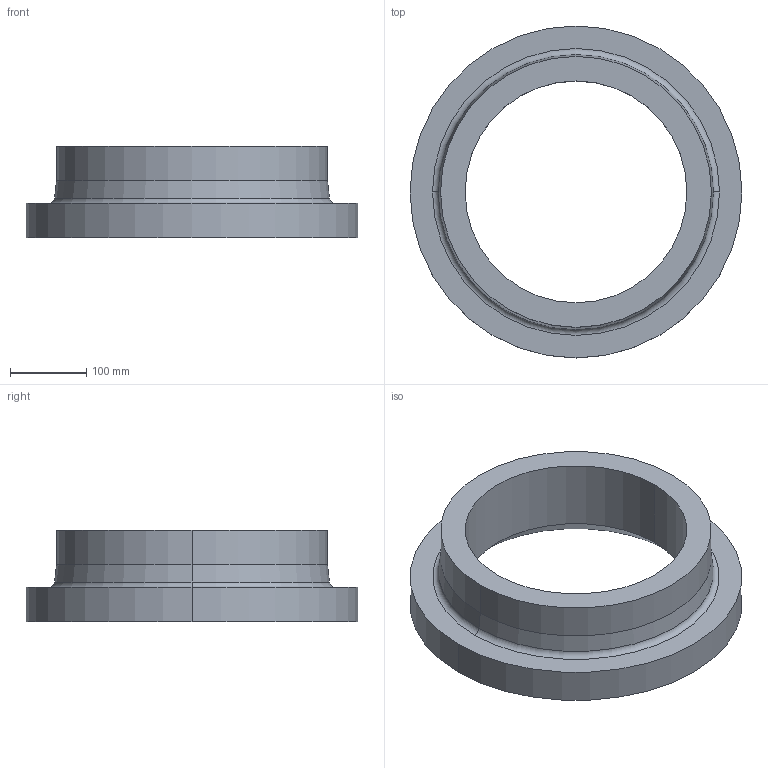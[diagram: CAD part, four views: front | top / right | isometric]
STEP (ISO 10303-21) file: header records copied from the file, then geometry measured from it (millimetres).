
FILE_DESCRIPTION (( 'STEP AP203' ), '1' );
FILE_NAME ('Flange Adaptor SDR11 Short_001 117 1100 0355.step', '2022-06-07T13:04:15', ( '' ), ( '' ), 'SwSTEP 2.0', 'SolidWorks 2021', '' );
FILE_SCHEMA (( 'CONFIG_CONTROL_DESIGN' ));
Length unit declared in the file: millimetre
Products named in the file (1): Flange Adaptor SDR11 Short_001 117 1100 0355
Bounding box: 435 x 435 x 120 mm (x, y, z)
Volume: 5861722.3 mm3; surface area: 399483.6 mm2
Topology: 1 solids, 1 shells, 15 faces, 30 edges, 18 vertices
Faces by surface type: cylinder 6, cone 4, plane 3, torus 2
Entity records: 477 total; most frequent: DIRECTION 82, CARTESIAN_POINT 64, ORIENTED_EDGE 60, AXIS2_PLACEMENT_3D 36, EDGE_CURVE 30, CIRCLE 20, EDGE_LOOP 18, VERTEX_POINT 18
